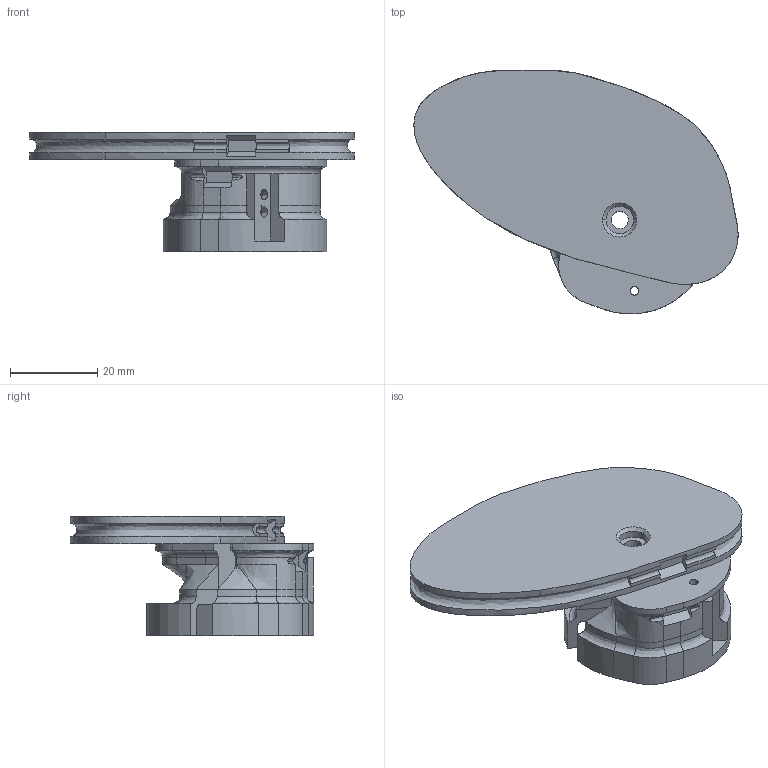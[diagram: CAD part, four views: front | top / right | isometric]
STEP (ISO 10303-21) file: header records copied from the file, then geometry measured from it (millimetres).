
FILE_DESCRIPTION (( 'STEP AP214' ), '1' );
FILE_NAME ('asm-cams.STEP', '2025-11-19T20:09:14', ( '' ), ( '' ), 'SwSTEP 2.0', 'SolidWorks 2025', '' );
FILE_SCHEMA (( 'AUTOMOTIVE_DESIGN' ));
Length unit declared in the file: millimetre
Products named in the file (4): asm-cams; cams-joined^asm-cams; cam-storage; cam-transmission
Assembly tree (3 placements, depth 2):
  asm-cams
    cam-transmission
    cam-storage
    cams-joined^asm-cams
Bounding box: 74.45 x 55.99 x 27.52 mm (x, y, z)
Volume: 57495.8 mm3; surface area: 28929.6 mm2
Topology: 10 solids, 10 shells, 312 faces, 814 edges, 520 vertices
Faces by surface type: plane 138, cylinder 86, bspline 72, cone 8, torus 8
Entity records: 16336 total; most frequent: CARTESIAN_POINT 8994, ORIENTED_EDGE 1628, DIRECTION 1262, EDGE_CURVE 814, VERTEX_POINT 520, VECTOR 430, LINE 430, AXIS2_PLACEMENT_3D 416
